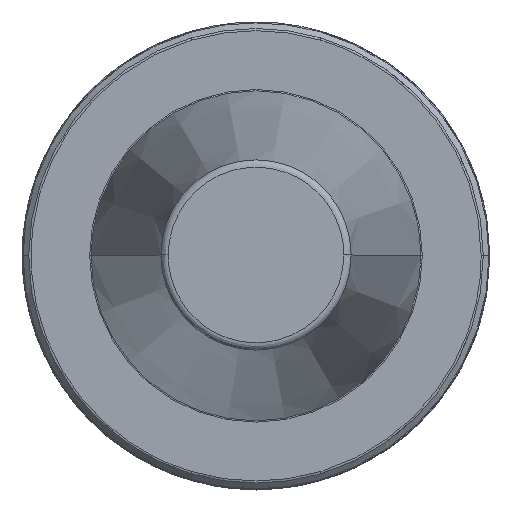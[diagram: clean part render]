
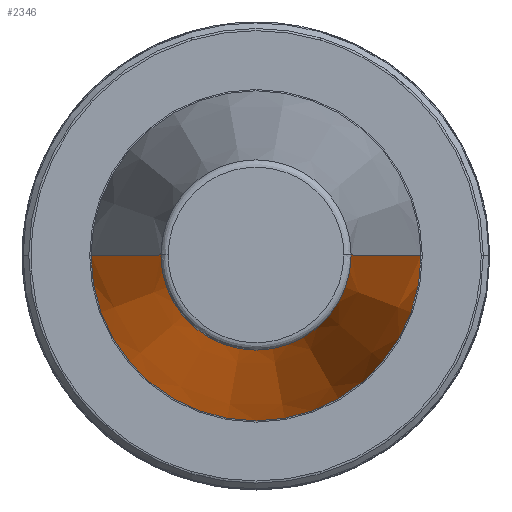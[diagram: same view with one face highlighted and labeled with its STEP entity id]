
A CAD part, top view. The second image highlights one B-rep face of the part: STEP entity #2346.
In plain terms, the highlighted conical face has half-angle 8.297 degrees and reference radius 12.812 mm.
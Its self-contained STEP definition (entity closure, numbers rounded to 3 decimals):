
#52 = DIRECTION ( 'NONE',  ( -1., 0., 0. ) ) ;
#103 = LINE ( 'NONE', #357, #509 ) ;
#230 = DIRECTION ( 'NONE',  ( 0., 0., 1. ) ) ;
#324 = VECTOR ( 'NONE', #1156, 1000. ) ;
#331 = CARTESIAN_POINT ( 'NONE',  ( 0., 0., 64.544 ) ) ;
#344 = DIRECTION ( 'NONE',  ( 0., 0., -1. ) ) ;
#357 = CARTESIAN_POINT ( 'NONE',  ( -12.812, 0., 64.544 ) ) ;
#369 = LINE ( 'NONE', #3371, #324 ) ;
#508 = ORIENTED_EDGE ( 'NONE', *, *, #3364, .T. ) ;
#509 = VECTOR ( 'NONE', #3390, 1000. ) ;
#605 = DIRECTION ( 'NONE',  ( -1., 0., 0. ) ) ;
#606 = EDGE_CURVE ( 'NONE', #3101, #2549, #3481, .T. ) ;
#1156 = DIRECTION ( 'NONE',  ( 0.144, 0., -0.99 ) ) ;
#1174 = VERTEX_POINT ( 'NONE', #3013 ) ;
#1423 = AXIS2_PLACEMENT_3D ( 'NONE', #1449, #344, #52 ) ;
#1449 = CARTESIAN_POINT ( 'NONE',  ( 0., 0., 64.544 ) ) ;
#1633 = FACE_OUTER_BOUND ( 'NONE', #2426, .T. ) ;
#1640 = AXIS2_PLACEMENT_3D ( 'NONE', #331, #2268, #605 ) ;
#1790 = CARTESIAN_POINT ( 'NONE',  ( 12.812, 0., 64.544 ) ) ;
#1889 = CARTESIAN_POINT ( 'NONE',  ( 0., 0., 0. ) ) ;
#1958 = ORIENTED_EDGE ( 'NONE', *, *, #606, .F. ) ;
#2094 = VERTEX_POINT ( 'NONE', #3305 ) ;
#2169 = DIRECTION ( 'NONE',  ( 1., 0., 0. ) ) ;
#2234 = ORIENTED_EDGE ( 'NONE', *, *, #2919, .T. ) ;
#2268 = DIRECTION ( 'NONE',  ( 0., 0., 1. ) ) ;
#2346 = ADVANCED_FACE ( 'NONE', ( #1633 ), #2778, .T. ) ;
#2364 = CIRCLE ( 'NONE', #2586, 22.225 ) ;
#2426 = EDGE_LOOP ( 'NONE', ( #2870, #1958, #508, #2234 ) ) ;
#2482 = CARTESIAN_POINT ( 'NONE',  ( -12.812, 0., 64.544 ) ) ;
#2549 = VERTEX_POINT ( 'NONE', #1790 ) ;
#2586 = AXIS2_PLACEMENT_3D ( 'NONE', #1889, #230, #2169 ) ;
#2778 = CONICAL_SURFACE ( 'NONE', #1423, 12.812, 0.145 ) ;
#2870 = ORIENTED_EDGE ( 'NONE', *, *, #3303, .F. ) ;
#2919 = EDGE_CURVE ( 'NONE', #2094, #1174, #2364, .T. ) ;
#3013 = CARTESIAN_POINT ( 'NONE',  ( 22.225, 0., 0. ) ) ;
#3101 = VERTEX_POINT ( 'NONE', #2482 ) ;
#3303 = EDGE_CURVE ( 'NONE', #2549, #1174, #369, .T. ) ;
#3305 = CARTESIAN_POINT ( 'NONE',  ( -22.225, 0., 0. ) ) ;
#3364 = EDGE_CURVE ( 'NONE', #3101, #2094, #103, .T. ) ;
#3371 = CARTESIAN_POINT ( 'NONE',  ( 12.812, 0., 64.544 ) ) ;
#3390 = DIRECTION ( 'NONE',  ( -0.144, 0., -0.99 ) ) ;
#3481 = CIRCLE ( 'NONE', #1640, 12.812 ) ;
